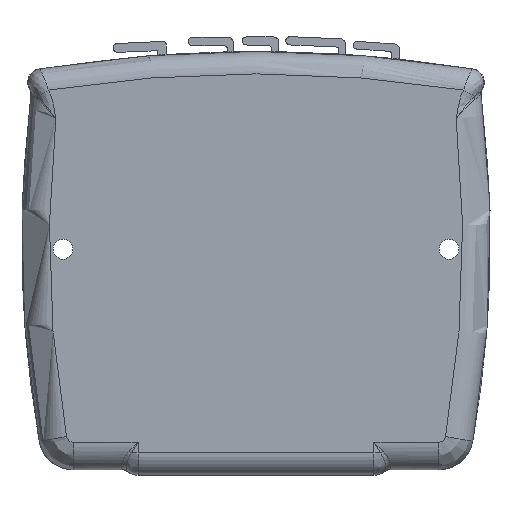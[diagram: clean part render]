
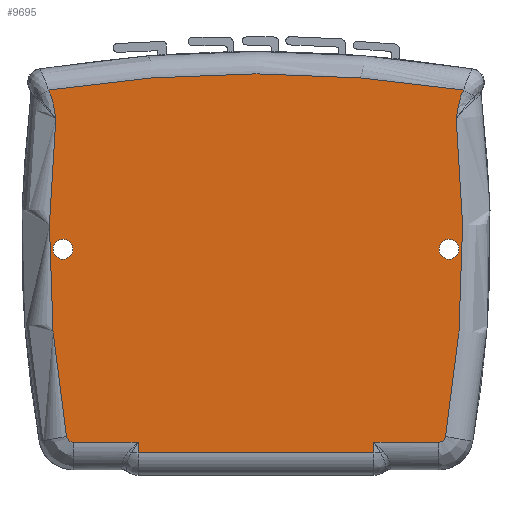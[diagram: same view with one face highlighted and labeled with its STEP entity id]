
A CAD part, front view. The second image highlights one B-rep face of the part: STEP entity #9695.
In plain terms, the highlighted planar face has unit normal (0, -1, 0).
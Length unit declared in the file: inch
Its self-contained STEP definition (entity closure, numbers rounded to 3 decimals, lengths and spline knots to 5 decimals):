
#90=ELLIPSE($,#10615,0.06253,0.06249);
#94=ELLIPSE($,#10642,0.06253,0.06249);
#328=B_SPLINE_CURVE_WITH_KNOTS($,3,(#23172,#23173,#23174,#23175,#23176,
#23177,#23178,#23179,#23180,#23181,#23182,#23183,#23184,#23185,#23186,#23187,
#23188,#23189,#23190),.UNSPECIFIED.,.F.,.F.,(4,3,3,3,3,3,4),(0.,0.16667,
0.33333,0.5,0.66667,0.83333,1.),.UNSPECIFIED.);
#333=B_SPLINE_CURVE_WITH_KNOTS($,3,(#23648,#23649,#23650,#23651,#23652,
#23653,#23654,#23655,#23656,#23657,#23658,#23659,#23660,#23661,#23662,#23663,
#23664,#23665,#23666),.UNSPECIFIED.,.F.,.F.,(4,3,3,3,3,3,4),(0.,0.16667,
0.33333,0.5,0.66667,0.83333,1.),.UNSPECIFIED.);
#565=FACE_BOUND($,#1867,.T.);
#566=FACE_BOUND($,#1868,.T.);
#1250=FACE_OUTER_BOUND($,#1866,.T.);
#1866=EDGE_LOOP($,(#8420,#8421,#8422,#8423,#8424,#8425,#8426,#8427,#8428,
#8429,#8430,#8431));
#1867=EDGE_LOOP($,(#8432));
#1868=EDGE_LOOP($,(#8433));
#2454=LINE($,#23034,#3047);
#2455=LINE($,#23085,#3048);
#2461=LINE($,#23827,#3054);
#2462=LINE($,#23869,#3055);
#2463=LINE($,#23882,#3056);
#3047=VECTOR($,#13072,0.09824);
#3048=VECTOR($,#13075,0.58738);
#3054=VECTOR($,#13127,0.58738);
#3055=VECTOR($,#13132,0.09824);
#3056=VECTOR($,#13139,2.138);
#3473=CIRCLE($,#10513,10.25585);
#3481=CIRCLE($,#10524,12.11939);
#3530=CIRCLE($,#10611,0.09);
#3535=CIRCLE($,#10620,10.25585);
#3555=CIRCLE($,#10661,0.09);
#4165=VERTEX_POINT($,#18061);
#4298=VERTEX_POINT($,#21354);
#4303=VERTEX_POINT($,#21617);
#4305=VERTEX_POINT($,#21652);
#4321=VERTEX_POINT($,#21840);
#4359=VERTEX_POINT($,#23030);
#4360=VERTEX_POINT($,#23033);
#4361=VERTEX_POINT($,#23084);
#4364=VERTEX_POINT($,#23497);
#4365=VERTEX_POINT($,#23668);
#4370=VERTEX_POINT($,#23815);
#4371=VERTEX_POINT($,#23826);
#4372=VERTEX_POINT($,#23868);
#4385=VERTEX_POINT($,#24002);
#5562=EDGE_CURVE($,#4165,#4298,#3473,.T.);
#5577=EDGE_CURVE($,#4305,#4303,#3481,.T.);
#5678=EDGE_CURVE($,#4359,#4359,#3530,.T.);
#5679=EDGE_CURVE($,#4360,#4321,#2454,.T.);
#5682=EDGE_CURVE($,#4361,#4360,#2455,.T.);
#5684=EDGE_CURVE($,#4298,#4361,#90,.T.);
#5685=EDGE_CURVE($,#4303,#4165,#328,.T.);
#5692=EDGE_CURVE($,#4364,#4305,#333,.T.);
#5694=EDGE_CURVE($,#4365,#4364,#3535,.T.);
#5712=EDGE_CURVE($,#4370,#4371,#2461,.T.);
#5715=EDGE_CURVE($,#4372,#4370,#2462,.T.);
#5718=EDGE_CURVE($,#4321,#4372,#2463,.T.);
#5719=EDGE_CURVE($,#4371,#4365,#94,.T.);
#5740=EDGE_CURVE($,#4385,#4385,#3555,.T.);
#8420=ORIENTED_EDGE($,*,*,#5679,.F.);
#8421=ORIENTED_EDGE($,*,*,#5682,.F.);
#8422=ORIENTED_EDGE($,*,*,#5684,.F.);
#8423=ORIENTED_EDGE($,*,*,#5562,.F.);
#8424=ORIENTED_EDGE($,*,*,#5685,.F.);
#8425=ORIENTED_EDGE($,*,*,#5577,.F.);
#8426=ORIENTED_EDGE($,*,*,#5692,.F.);
#8427=ORIENTED_EDGE($,*,*,#5694,.F.);
#8428=ORIENTED_EDGE($,*,*,#5719,.F.);
#8429=ORIENTED_EDGE($,*,*,#5712,.F.);
#8430=ORIENTED_EDGE($,*,*,#5715,.F.);
#8431=ORIENTED_EDGE($,*,*,#5718,.F.);
#8432=ORIENTED_EDGE($,*,*,#5678,.T.);
#8433=ORIENTED_EDGE($,*,*,#5740,.T.);
#8669=PLANE($,#10660);
#9695=ADVANCED_FACE($,(#1250,#565,#566),#8669,.T.);
#10513=AXIS2_PLACEMENT_3D($,#21355,#12858,#12859);
#10524=AXIS2_PLACEMENT_3D($,#21684,#12881,#12882);
#10611=AXIS2_PLACEMENT_3D($,#23031,#13068,#13069);
#10615=AXIS2_PLACEMENT_3D($,#23131,#13078,#13079);
#10620=AXIS2_PLACEMENT_3D($,#23670,#13088,#13089);
#10642=AXIS2_PLACEMENT_3D($,#23927,#13140,#13141);
#10660=AXIS2_PLACEMENT_3D($,#24001,#13179,#13180);
#10661=AXIS2_PLACEMENT_3D($,#24003,#13181,#13182);
#12858=DIRECTION('center_axis',(0.,1.,0.));
#12859=DIRECTION('ref_axis',(0.994,0.,0.107));
#12881=DIRECTION('center_axis',(0.,1.,0.));
#12882=DIRECTION('ref_axis',(-0.155,0.,0.988));
#13068=DIRECTION('center_axis',(0.,1.,0.));
#13069=DIRECTION('ref_axis',(-1.,0.,0.));
#13072=DIRECTION($,(0.,0.,-1.));
#13075=DIRECTION($,(-1.,0.,0.));
#13078=DIRECTION('center_axis',(0.,1.,0.));
#13079=DIRECTION('ref_axis',(-0.643,0.,0.765));
#13088=DIRECTION('center_axis',(0.,1.,0.));
#13089=DIRECTION('ref_axis',(-0.985,0.,-0.174));
#13127=DIRECTION($,(-1.,0.,0.));
#13132=DIRECTION($,(0.,0.,1.));
#13139=DIRECTION($,(-1.,0.,0.));
#13140=DIRECTION('center_axis',(0.,1.,0.));
#13141=DIRECTION('ref_axis',(0.642,0.,0.767));
#13179=DIRECTION('center_axis',(0.,-1.,0.));
#13180=DIRECTION('ref_axis',(0.,0.,-1.));
#13181=DIRECTION('center_axis',(0.,1.,0.));
#13182=DIRECTION('ref_axis',(-1.,0.,0.));
#18061=CARTESIAN_POINT('',(1.81462,-0.281,1.18393));
#21354=CARTESIAN_POINT('',(1.7179,-0.281,-1.69717));
#21355=CARTESIAN_POINT('Origin',(-8.38208,-0.281,0.08407));
#21617=CARTESIAN_POINT('',(1.88187,-0.281,1.44303));
#21652=CARTESIAN_POINT('',(-1.88188,-0.281,1.44304));
#21684=CARTESIAN_POINT('Origin',(0.,-0.281,-10.52937));
#21840=CARTESIAN_POINT('',(1.069,-0.281,-1.84702));
#23030=CARTESIAN_POINT('',(-1.66,-0.281,0.));
#23031=CARTESIAN_POINT('Origin',(-1.75,-0.281,0.));
#23033=CARTESIAN_POINT('',(1.069,-0.281,-1.74878));
#23034=CARTESIAN_POINT($,(1.069,-0.281,-1.74878));
#23084=CARTESIAN_POINT('',(1.65638,-0.281,-1.74878));
#23085=CARTESIAN_POINT($,(1.65638,-0.281,-1.74878));
#23131=CARTESIAN_POINT('Origin',(1.65634,-0.281,-1.68627));
#23172=CARTESIAN_POINT('Ctrl Pts',(1.88187,-0.281,
1.44303));
#23173=CARTESIAN_POINT('Ctrl Pts',(1.87453,-0.281,1.43001));
#23174=CARTESIAN_POINT('Ctrl Pts',(1.8682,-0.281,
1.41641));
#23175=CARTESIAN_POINT('Ctrl Pts',(1.86271,-0.281,1.40249));
#23176=CARTESIAN_POINT('Ctrl Pts',(1.85722,-0.28099,
1.38858));
#23177=CARTESIAN_POINT('Ctrl Pts',(1.85255,-0.281,
1.37436));
#23178=CARTESIAN_POINT('Ctrl Pts',(1.84842,-0.281,
1.35999));
#23179=CARTESIAN_POINT('Ctrl Pts',(1.84429,-0.281,
1.34562));
#23180=CARTESIAN_POINT('Ctrl Pts',(1.84071,-0.281,
1.3311));
#23181=CARTESIAN_POINT('Ctrl Pts',(1.83748,-0.281,
1.3165));
#23182=CARTESIAN_POINT('Ctrl Pts',(1.83425,-0.281,
1.30191));
#23183=CARTESIAN_POINT('Ctrl Pts',(1.83137,-0.281,
1.28722));
#23184=CARTESIAN_POINT('Ctrl Pts',(1.82872,-0.281,
1.27251));
#23185=CARTESIAN_POINT('Ctrl Pts',(1.82606,-0.281,
1.25779));
#23186=CARTESIAN_POINT('Ctrl Pts',(1.82362,-0.281,1.24305));
#23187=CARTESIAN_POINT('Ctrl Pts',(1.82129,-0.281,
1.22829));
#23188=CARTESIAN_POINT('Ctrl Pts',(1.81896,-0.28101,
1.21353));
#23189=CARTESIAN_POINT('Ctrl Pts',(1.81675,-0.28101,1.19869));
#23190=CARTESIAN_POINT('Ctrl Pts',(1.81462,-0.281,
1.18394));
#23497=CARTESIAN_POINT('',(-1.81462,-0.281,1.18394));
#23648=CARTESIAN_POINT('Ctrl Pts',(-1.81462,-0.281,
1.18394));
#23649=CARTESIAN_POINT('Ctrl Pts',(-1.81675,-0.28101,
1.19869));
#23650=CARTESIAN_POINT('Ctrl Pts',(-1.81896,-0.28101,
1.21353));
#23651=CARTESIAN_POINT('Ctrl Pts',(-1.82129,-0.281,
1.22829));
#23652=CARTESIAN_POINT('Ctrl Pts',(-1.82362,-0.281,
1.24305));
#23653=CARTESIAN_POINT('Ctrl Pts',(-1.82606,-0.281,1.25779));
#23654=CARTESIAN_POINT('Ctrl Pts',(-1.82872,-0.281,
1.27251));
#23655=CARTESIAN_POINT('Ctrl Pts',(-1.83137,-0.281,
1.28722));
#23656=CARTESIAN_POINT('Ctrl Pts',(-1.83425,-0.281,
1.30191));
#23657=CARTESIAN_POINT('Ctrl Pts',(-1.83748,-0.281,
1.3165));
#23658=CARTESIAN_POINT('Ctrl Pts',(-1.84071,-0.281,
1.3311));
#23659=CARTESIAN_POINT('Ctrl Pts',(-1.84429,-0.281,
1.34562));
#23660=CARTESIAN_POINT('Ctrl Pts',(-1.84842,-0.281,
1.35999));
#23661=CARTESIAN_POINT('Ctrl Pts',(-1.85255,-0.281,
1.37436));
#23662=CARTESIAN_POINT('Ctrl Pts',(-1.85722,-0.28099,
1.38858));
#23663=CARTESIAN_POINT('Ctrl Pts',(-1.86271,-0.281,
1.40249));
#23664=CARTESIAN_POINT('Ctrl Pts',(-1.8682,-0.281,
1.41641));
#23665=CARTESIAN_POINT('Ctrl Pts',(-1.87453,-0.281,
1.43001));
#23666=CARTESIAN_POINT('Ctrl Pts',(-1.88187,-0.281,
1.44303));
#23668=CARTESIAN_POINT('',(-1.7179,-0.281,-1.69717));
#23670=CARTESIAN_POINT('Origin',(8.38208,-0.281,0.08407));
#23815=CARTESIAN_POINT('',(-1.069,-0.281,-1.74878));
#23826=CARTESIAN_POINT('',(-1.65638,-0.281,-1.74878));
#23827=CARTESIAN_POINT($,(-1.069,-0.281,-1.74878));
#23868=CARTESIAN_POINT('',(-1.069,-0.281,-1.84702));
#23869=CARTESIAN_POINT($,(-1.069,-0.281,-1.84702));
#23882=CARTESIAN_POINT($,(1.069,-0.281,-1.84702));
#23927=CARTESIAN_POINT('Origin',(-1.65634,-0.281,-1.68627));
#24001=CARTESIAN_POINT('Origin',(-1.95717,-0.281,-0.1285));
#24002=CARTESIAN_POINT('',(1.84,-0.281,0.));
#24003=CARTESIAN_POINT('Origin',(1.75,-0.281,0.));
